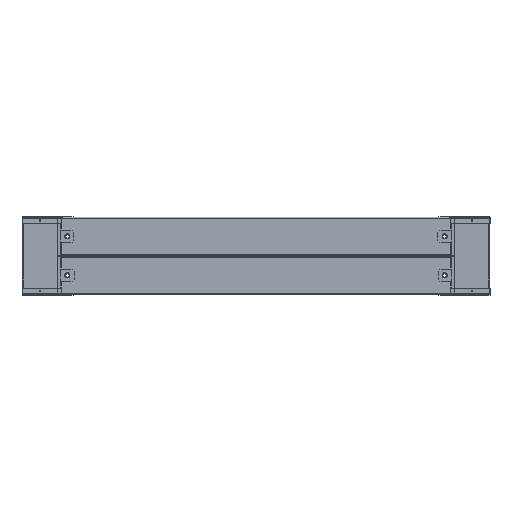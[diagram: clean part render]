
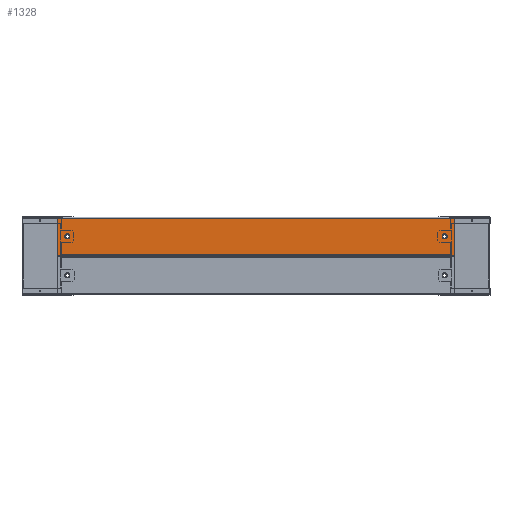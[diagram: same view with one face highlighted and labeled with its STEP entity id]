
A CAD part, top view. The second image highlights one B-rep face of the part: STEP entity #1328.
In plain terms, the highlighted planar face has unit normal (0, 0, 1).
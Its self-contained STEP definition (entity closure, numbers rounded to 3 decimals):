
#700=(
BOUNDED_CURVE()
B_SPLINE_CURVE(1,(#8457,#8458),.UNSPECIFIED.,.F.,.F.)
B_SPLINE_CURVE_WITH_KNOTS((2,2),(0.,1.),.UNSPECIFIED.)
CURVE()
GEOMETRIC_REPRESENTATION_ITEM()
RATIONAL_B_SPLINE_CURVE((1.,1.))
REPRESENTATION_ITEM('')
);
#747=B_SPLINE_CURVE_WITH_KNOTS('',1,(#8000,#8001),.UNSPECIFIED.,.F.,.F.,
(2,2),(0.,1.),.UNSPECIFIED.);
#765=B_SPLINE_CURVE_WITH_KNOTS('',1,(#8202,#8203),.UNSPECIFIED.,.F.,.F.,
(2,2),(0.,1.),.UNSPECIFIED.);
#767=B_SPLINE_CURVE_WITH_KNOTS('',1,(#8211,#8212),.UNSPECIFIED.,.F.,.F.,
(2,2),(0.,1.),.UNSPECIFIED.);
#785=B_SPLINE_CURVE_WITH_KNOTS('',1,(#8444,#8445),.UNSPECIFIED.,.F.,.F.,
(2,2),(0.,1.),.UNSPECIFIED.);
#970=PLANE('',#5697);
#1092=FACE_BOUND('',#1901,.T.);
#1093=FACE_BOUND('',#1902,.T.);
#1094=FACE_BOUND('',#1903,.T.);
#1328=ADVANCED_FACE('F60',(#1092,#1093,#1094),#970,.T.);
#1901=EDGE_LOOP('',(#3303,#3304,#3305,#3306,#3307,#3308,#3309,#3310,#3311,
#3312,#3313,#3314,#3315,#3316,#3317,#3318,#3319,#3320,#3321,#3322));
#1902=EDGE_LOOP('',(#3323));
#1903=EDGE_LOOP('',(#3324));
#1960=CIRCLE('',#5594,6.499);
#1962=CIRCLE('',#5597,6.499);
#3303=ORIENTED_EDGE('',*,*,#4424,.F.);
#3304=ORIENTED_EDGE('',*,*,#4261,.T.);
#3305=ORIENTED_EDGE('',*,*,#4362,.T.);
#3306=ORIENTED_EDGE('',*,*,#4359,.T.);
#3307=ORIENTED_EDGE('',*,*,#4356,.T.);
#3308=ORIENTED_EDGE('',*,*,#4353,.T.);
#3309=ORIENTED_EDGE('',*,*,#4350,.T.);
#3310=ORIENTED_EDGE('',*,*,#4347,.T.);
#3311=ORIENTED_EDGE('',*,*,#4344,.T.);
#3312=ORIENTED_EDGE('',*,*,#4266,.T.);
#3313=ORIENTED_EDGE('',*,*,#4340,.F.);
#3314=ORIENTED_EDGE('',*,*,#4267,.T.);
#3315=ORIENTED_EDGE('',*,*,#4286,.T.);
#3316=ORIENTED_EDGE('',*,*,#4283,.T.);
#3317=ORIENTED_EDGE('',*,*,#4280,.T.);
#3318=ORIENTED_EDGE('',*,*,#4277,.T.);
#3319=ORIENTED_EDGE('',*,*,#4274,.T.);
#3320=ORIENTED_EDGE('',*,*,#4271,.T.);
#3321=ORIENTED_EDGE('',*,*,#4421,.T.);
#3322=ORIENTED_EDGE('',*,*,#4423,.T.);
#3323=ORIENTED_EDGE('',*,*,#4259,.T.);
#3324=ORIENTED_EDGE('',*,*,#4256,.T.);
#3653=VERTEX_POINT('',#7988);
#3655=VERTEX_POINT('',#7995);
#3657=VERTEX_POINT('',#8002);
#3658=VERTEX_POINT('',#8003);
#3660=VERTEX_POINT('',#8012);
#3662=VERTEX_POINT('',#8015);
#3663=VERTEX_POINT('',#8019);
#3664=VERTEX_POINT('',#8020);
#3667=VERTEX_POINT('',#8028);
#3668=VERTEX_POINT('',#8030);
#3670=VERTEX_POINT('',#8037);
#3672=VERTEX_POINT('',#8044);
#3674=VERTEX_POINT('',#8051);
#3676=VERTEX_POINT('',#8058);
#3714=VERTEX_POINT('',#8213);
#3716=VERTEX_POINT('',#8220);
#3718=VERTEX_POINT('',#8227);
#3720=VERTEX_POINT('',#8234);
#3722=VERTEX_POINT('',#8241);
#3724=VERTEX_POINT('',#8248);
#3763=VERTEX_POINT('',#8443);
#3764=VERTEX_POINT('',#8454);
#4256=EDGE_CURVE('E170',#3653,#3653,#1960,.T.);
#4259=EDGE_CURVE('E172',#3655,#3655,#1962,.T.);
#4261=EDGE_CURVE('E17',#3657,#3658,#747,.T.);
#4266=EDGE_CURVE('E51',#3660,#3662,#4824,.T.);
#4267=EDGE_CURVE('E67',#3663,#3664,#4825,.T.);
#4271=EDGE_CURVE('E84',#3668,#3667,#4827,.T.);
#4274=EDGE_CURVE('E81',#3670,#3668,#4829,.T.);
#4277=EDGE_CURVE('E78',#3672,#3670,#4831,.T.);
#4280=EDGE_CURVE('E75',#3674,#3672,#4833,.T.);
#4283=EDGE_CURVE('E72',#3676,#3674,#4835,.T.);
#4286=EDGE_CURVE('E69',#3664,#3676,#4837,.T.);
#4340=EDGE_CURVE('E155',#3663,#3662,#765,.T.);
#4344=EDGE_CURVE('E37',#3714,#3660,#767,.T.);
#4347=EDGE_CURVE('E34',#3716,#3714,#4860,.T.);
#4350=EDGE_CURVE('E31',#3718,#3716,#4862,.T.);
#4353=EDGE_CURVE('E28',#3720,#3718,#4864,.T.);
#4356=EDGE_CURVE('E25',#3722,#3720,#4866,.T.);
#4359=EDGE_CURVE('E22',#3724,#3722,#4868,.T.);
#4362=EDGE_CURVE('E19',#3658,#3724,#4870,.T.);
#4421=EDGE_CURVE('E87',#3667,#3763,#785,.T.);
#4423=EDGE_CURVE('E100',#3763,#3764,#4893,.T.);
#4424=EDGE_CURVE('E156',#3657,#3764,#700,.T.);
#4824=LINE('',#8016,#5293);
#4825=LINE('',#8018,#5294);
#4827=LINE('',#8029,#5296);
#4829=LINE('',#8036,#5298);
#4831=LINE('',#8043,#5300);
#4833=LINE('',#8050,#5302);
#4835=LINE('',#8057,#5304);
#4837=LINE('',#8064,#5306);
#4860=LINE('',#8219,#5329);
#4862=LINE('',#8226,#5331);
#4864=LINE('',#8233,#5333);
#4866=LINE('',#8240,#5335);
#4868=LINE('',#8247,#5337);
#4870=LINE('',#8254,#5339);
#4893=LINE('',#8455,#5362);
#5293=VECTOR('',#6587,1.);
#5294=VECTOR('',#6590,1.);
#5296=VECTOR('',#6596,1.);
#5298=VECTOR('',#6600,1.);
#5300=VECTOR('',#6604,1.);
#5302=VECTOR('',#6608,1.);
#5304=VECTOR('',#6612,1.);
#5306=VECTOR('',#6616,1.);
#5329=VECTOR('',#6721,1.);
#5331=VECTOR('',#6725,1.);
#5333=VECTOR('',#6729,1.);
#5335=VECTOR('',#6733,1.);
#5337=VECTOR('',#6737,1.);
#5339=VECTOR('',#6741,1.);
#5362=VECTOR('',#6844,1.);
#5594=AXIS2_PLACEMENT_3D('',#7990,#6570,#6571);
#5597=AXIS2_PLACEMENT_3D('',#7997,#6576,#6577);
#5697=AXIS2_PLACEMENT_3D('',#8474,#6847,#6848);
#6570=DIRECTION('',(0.,0.,-1.));
#6571=DIRECTION('',(1.,0.,0.));
#6576=DIRECTION('',(0.,0.,-1.));
#6577=DIRECTION('',(1.,0.,0.));
#6587=DIRECTION('',(0.,1.,0.));
#6590=DIRECTION('',(0.,-1.,0.));
#6596=DIRECTION('',(0.,-1.,0.));
#6600=DIRECTION('',(-1.,0.,0.));
#6604=DIRECTION('',(0.,1.,0.));
#6608=DIRECTION('',(1.,0.,0.));
#6612=DIRECTION('',(0.,-1.,0.));
#6616=DIRECTION('',(1.,0.,0.));
#6721=DIRECTION('',(0.,1.,0.));
#6725=DIRECTION('',(1.,0.,0.));
#6729=DIRECTION('',(0.,-1.,0.));
#6733=DIRECTION('',(-1.,0.,0.));
#6737=DIRECTION('',(0.,1.,0.));
#6741=DIRECTION('',(-1.,0.,0.));
#6844=DIRECTION('',(0.,-1.,0.));
#6847=DIRECTION('',(0.,0.,1.));
#6848=DIRECTION('',(-1.,0.,0.));
#7988=CARTESIAN_POINT('',(819.252,3601.002,245.858));
#7990=CARTESIAN_POINT('',(825.751,3601.002,245.858));
#7995=CARTESIAN_POINT('',(-145.748,3601.002,245.858));
#7997=CARTESIAN_POINT('',(-139.249,3601.002,245.858));
#8000=CARTESIAN_POINT('',(-152.749,3646.502,245.858));
#8001=CARTESIAN_POINT('',(-152.749,3648.502,245.858));
#8002=CARTESIAN_POINT('',(-152.749,3646.502,245.859));
#8003=CARTESIAN_POINT('',(-152.749,3648.502,245.858));
#8012=CARTESIAN_POINT('',(-152.749,3553.502,245.858));
#8015=CARTESIAN_POINT('',(-152.747,3555.502,245.858));
#8016=CARTESIAN_POINT('',(-152.747,3650.002,245.858));
#8018=CARTESIAN_POINT('',(839.251,3554.502,245.858));
#8019=CARTESIAN_POINT('',(839.251,3555.502,245.858));
#8020=CARTESIAN_POINT('',(839.251,3553.502,245.858));
#8028=CARTESIAN_POINT('',(839.501,3648.502,245.858));
#8029=CARTESIAN_POINT('',(839.501,3649.252,245.858));
#8030=CARTESIAN_POINT('',(839.501,3650.002,245.858));
#8036=CARTESIAN_POINT('',(844.876,3650.002,245.858));
#8037=CARTESIAN_POINT('',(850.251,3650.002,245.858));
#8043=CARTESIAN_POINT('',(850.251,3601.002,245.858));
#8044=CARTESIAN_POINT('',(850.251,3552.002,245.858));
#8050=CARTESIAN_POINT('',(844.876,3552.002,245.858));
#8051=CARTESIAN_POINT('',(839.501,3552.002,245.858));
#8057=CARTESIAN_POINT('',(839.501,3552.752,245.858));
#8058=CARTESIAN_POINT('',(839.501,3553.502,245.858));
#8064=CARTESIAN_POINT('',(839.376,3553.502,245.858));
#8202=CARTESIAN_POINT('',(839.251,3555.502,245.858));
#8203=CARTESIAN_POINT('',(-152.749,3555.502,245.858));
#8211=CARTESIAN_POINT('',(-152.999,3553.502,245.858));
#8212=CARTESIAN_POINT('',(-152.749,3553.502,245.858));
#8213=CARTESIAN_POINT('',(-152.999,3553.502,245.858));
#8219=CARTESIAN_POINT('',(-152.999,3552.752,245.858));
#8220=CARTESIAN_POINT('',(-152.999,3552.002,245.858));
#8226=CARTESIAN_POINT('',(-158.374,3552.002,245.858));
#8227=CARTESIAN_POINT('',(-163.749,3552.002,245.858));
#8233=CARTESIAN_POINT('',(-163.749,3601.002,245.858));
#8234=CARTESIAN_POINT('',(-163.749,3650.002,245.858));
#8240=CARTESIAN_POINT('',(-158.374,3650.002,245.858));
#8241=CARTESIAN_POINT('',(-152.999,3650.002,245.858));
#8247=CARTESIAN_POINT('',(-152.999,3649.252,245.858));
#8248=CARTESIAN_POINT('',(-152.999,3648.502,245.858));
#8254=CARTESIAN_POINT('',(-152.874,3648.502,245.858));
#8443=CARTESIAN_POINT('',(839.252,3648.502,245.858));
#8444=CARTESIAN_POINT('',(839.501,3648.502,245.858));
#8445=CARTESIAN_POINT('',(839.252,3648.502,245.858));
#8454=CARTESIAN_POINT('',(839.252,3646.502,245.859));
#8455=CARTESIAN_POINT('',(839.252,3648.502,245.858));
#8457=CARTESIAN_POINT('',(-152.749,3646.502,245.861));
#8458=CARTESIAN_POINT('',(839.252,3646.502,245.861));
#8474=CARTESIAN_POINT('',(850.251,3650.002,245.858));
